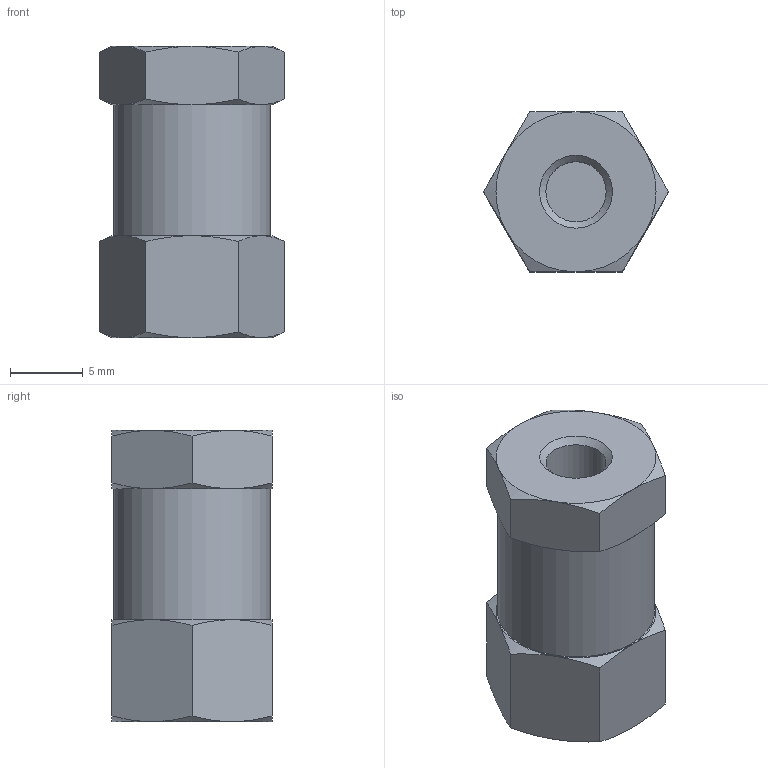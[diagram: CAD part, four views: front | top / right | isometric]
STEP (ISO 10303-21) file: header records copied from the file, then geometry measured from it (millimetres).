
FILE_DESCRIPTION(/* description */ ('STEP AP214'),/* implementation_level */ '2;1');
FILE_NAME(/* name */ '3671_H-M5',/* time_stamp */ '2024-08-29T08:18:06+02:00',/* author */ ('License CC BY-ND 4.0'),/* organization */ ('CADENAS'),/* preprocessor_version */ 'ST-DEVELOPER v19.3',/* originating_system */ 'PARTsolutions',/* authorisation */ ' ');
FILE_SCHEMA (('AUTOMOTIVE_DESIGN {1 0 10303 214 3 1 1}'));
Length unit declared in the file: millimetre
Products named in the file (2): 3671 H-M5---(0); 3671 H-M5(---0-P1)
Assembly tree (1 placements, depth 2):
  3671 H-M5---(0)
    3671 H-M5(---0-P1)
Bounding box: 12.7 x 11 x 20 mm (x, y, z)
Volume: 1819.1 mm3; surface area: 1080.6 mm2
Topology: 1 solids, 1 shells, 47 faces, 97 edges, 56 vertices
Faces by surface type: cone 26, plane 18, cylinder 3
Full cylindrical faces by diameter (mm): 4.134 x2, 10.78 x1
Entity records: 1287 total; most frequent: CARTESIAN_POINT 341, ORIENTED_EDGE 184, DIRECTION 174, EDGE_CURVE 92, AXIS2_PLACEMENT_3D 81, VERTEX_POINT 56, EDGE_LOOP 56, FACE_BOUND 56
